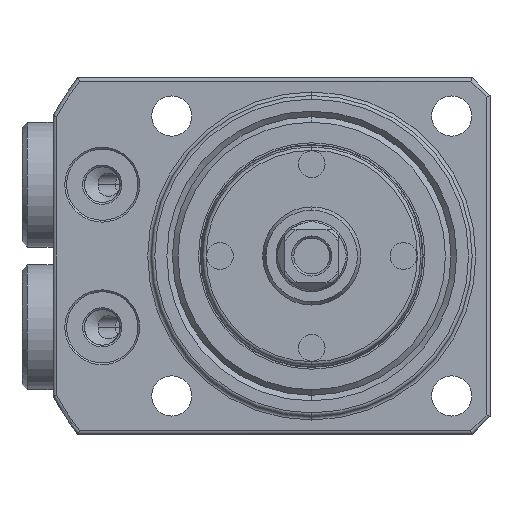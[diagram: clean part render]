
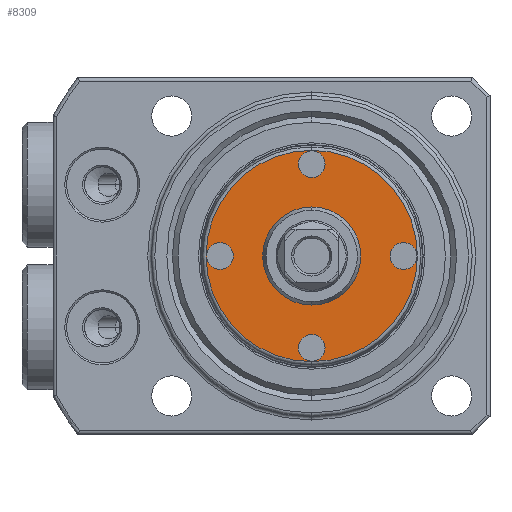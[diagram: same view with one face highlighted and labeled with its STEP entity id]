
A CAD part, front view. The second image highlights one B-rep face of the part: STEP entity #8309.
In plain terms, the highlighted planar face has unit normal (0, -1, 0).
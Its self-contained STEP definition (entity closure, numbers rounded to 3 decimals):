
#1456 = AXIS2_PLACEMENT_3D ( 'NONE', #9490, #9491, #9492 ) ;
#1457 = AXIS2_PLACEMENT_3D ( 'NONE', #9487, #9488, #9489 ) ;
#1460 = AXIS2_PLACEMENT_3D ( 'NONE', #9466, #9476, #9477 ) ;
#1464 = AXIS2_PLACEMENT_3D ( 'NONE', #9478, #9479, #9480 ) ;
#1466 = AXIS2_PLACEMENT_3D ( 'NONE', #9484, #9485, #9486 ) ;
#1468 = AXIS2_PLACEMENT_3D ( 'NONE', #9451, #9452, #9453 ) ;
#1480 = AXIS2_PLACEMENT_3D ( 'NONE', #9481, #9482, #9483 ) ;
#1484 = AXIS2_PLACEMENT_3D ( 'NONE', #9430, #9431, #9432 ) ;
#1488 = AXIS2_PLACEMENT_3D ( 'NONE', #9418, #9419, #9420 ) ;
#1494 = AXIS2_PLACEMENT_3D ( 'NONE', #9373, #9380, #9381 ) ;
#1497 = AXIS2_PLACEMENT_3D ( 'NONE', #9406, #9407, #9408 ) ;
#1500 = AXIS2_PLACEMENT_3D ( 'NONE', #9394, #9395, #9396 ) ;
#2107 = EDGE_LOOP ( 'NONE', ( #4047, #4042 ) ) ;
#2117 = EDGE_LOOP ( 'NONE', ( #4054, #4052 ) ) ;
#2118 = EDGE_LOOP ( 'NONE', ( #4055, #4050 ) ) ;
#2119 = EDGE_LOOP ( 'NONE', ( #4051, #4046 ) ) ;
#2150 = EDGE_LOOP ( 'NONE', ( #4053, #4048 ) ) ;
#2154 = EDGE_LOOP ( 'NONE', ( #4049, #4044 ) ) ;
#4042 = ORIENTED_EDGE ( 'NONE', *, *, #8110, .F. ) ;
#4044 = ORIENTED_EDGE ( 'NONE', *, *, #8114, .F. ) ;
#4046 = ORIENTED_EDGE ( 'NONE', *, *, #8118, .F. ) ;
#4047 = ORIENTED_EDGE ( 'NONE', *, *, #8142, .F. ) ;
#4048 = ORIENTED_EDGE ( 'NONE', *, *, #8122, .F. ) ;
#4049 = ORIENTED_EDGE ( 'NONE', *, *, #8141, .F. ) ;
#4050 = ORIENTED_EDGE ( 'NONE', *, *, #8129, .T. ) ;
#4051 = ORIENTED_EDGE ( 'NONE', *, *, #8140, .F. ) ;
#4052 = ORIENTED_EDGE ( 'NONE', *, *, #8105, .T. ) ;
#4053 = ORIENTED_EDGE ( 'NONE', *, *, #8139, .F. ) ;
#4054 = ORIENTED_EDGE ( 'NONE', *, *, #8137, .T. ) ;
#4055 = ORIENTED_EDGE ( 'NONE', *, *, #8138, .T. ) ;
#5186 = FACE_BOUND ( 'NONE', #2107, .T. ) ;
#5187 = FACE_BOUND ( 'NONE', #2154, .T. ) ;
#5190 = FACE_BOUND ( 'NONE', #2119, .T. ) ;
#5192 = FACE_BOUND ( 'NONE', #2150, .T. ) ;
#5193 = AXIS2_PLACEMENT_3D ( 'NONE', #6321, #6322, #6323 ) ;
#5194 = FACE_OUTER_BOUND ( 'NONE', #2118, .T. ) ;
#5197 = FACE_BOUND ( 'NONE', #2117, .T. ) ;
#5414 = CARTESIAN_POINT ( 'NONE',  ( 0., 0., 11.856 ) ) ;
#5415 = CARTESIAN_POINT ( 'NONE',  ( 0., 0., -11.856 ) ) ;
#5420 = CARTESIAN_POINT ( 'NONE',  ( 0., 0., 8.8 ) ) ;
#5421 = CARTESIAN_POINT ( 'NONE',  ( 0., 0., 11.8 ) ) ;
#5424 = CARTESIAN_POINT ( 'NONE',  ( -10.3, 0., -1.5 ) ) ;
#5425 = CARTESIAN_POINT ( 'NONE',  ( -10.3, 0., 1.5 ) ) ;
#5428 = CARTESIAN_POINT ( 'NONE',  ( 0., 0., -11.8 ) ) ;
#5429 = CARTESIAN_POINT ( 'NONE',  ( 0., 0., -8.8 ) ) ;
#5432 = CARTESIAN_POINT ( 'NONE',  ( 10.3, 0., -1.5 ) ) ;
#5433 = CARTESIAN_POINT ( 'NONE',  ( 10.3, 0., 1.5 ) ) ;
#5436 = CARTESIAN_POINT ( 'NONE',  ( 0., 0., 5.5 ) ) ;
#5437 = CARTESIAN_POINT ( 'NONE',  ( 0., 0., -5.5 ) ) ;
#6320 = PLANE ( 'NONE',  #5193 ) ;
#6321 = CARTESIAN_POINT ( 'NONE',  ( 0., 0., 0. ) ) ;
#6322 = DIRECTION ( 'NONE',  ( 0., 1., 0. ) ) ;
#6323 = DIRECTION ( 'NONE',  ( 0., 0., 1. ) ) ;
#6516 = VERTEX_POINT ( 'NONE', #5414 ) ;
#6517 = VERTEX_POINT ( 'NONE', #5415 ) ;
#6522 = VERTEX_POINT ( 'NONE', #5420 ) ;
#6523 = VERTEX_POINT ( 'NONE', #5421 ) ;
#6526 = VERTEX_POINT ( 'NONE', #5424 ) ;
#6527 = VERTEX_POINT ( 'NONE', #5425 ) ;
#6530 = VERTEX_POINT ( 'NONE', #5428 ) ;
#6531 = VERTEX_POINT ( 'NONE', #5429 ) ;
#6534 = VERTEX_POINT ( 'NONE', #5432 ) ;
#6535 = VERTEX_POINT ( 'NONE', #5433 ) ;
#6538 = VERTEX_POINT ( 'NONE', #5436 ) ;
#6539 = VERTEX_POINT ( 'NONE', #5437 ) ;
#7644 = CIRCLE ( 'NONE', #1456, 1.5 ) ;
#7645 = CIRCLE ( 'NONE', #1457, 1.5 ) ;
#7646 = CIRCLE ( 'NONE', #1466, 1.5 ) ;
#7647 = CIRCLE ( 'NONE', #1480, 1.5 ) ;
#7648 = CIRCLE ( 'NONE', #1464, 11.856 ) ;
#7649 = CIRCLE ( 'NONE', #1460, 5.5 ) ;
#7653 = CIRCLE ( 'NONE', #1468, 11.856 ) ;
#7659 = CIRCLE ( 'NONE', #1484, 1.5 ) ;
#7661 = CIRCLE ( 'NONE', #1488, 1.5 ) ;
#7663 = CIRCLE ( 'NONE', #1497, 1.5 ) ;
#7665 = CIRCLE ( 'NONE', #1500, 1.5 ) ;
#7668 = CIRCLE ( 'NONE', #1494, 5.5 ) ;
#8105 = EDGE_CURVE ( 'NONE', #6539, #6538, #7668, .T. ) ;
#8110 = EDGE_CURVE ( 'NONE', #6535, #6534, #7665, .T. ) ;
#8114 = EDGE_CURVE ( 'NONE', #6531, #6530, #7663, .T. ) ;
#8118 = EDGE_CURVE ( 'NONE', #6527, #6526, #7661, .T. ) ;
#8122 = EDGE_CURVE ( 'NONE', #6523, #6522, #7659, .T. ) ;
#8129 = EDGE_CURVE ( 'NONE', #6517, #6516, #7653, .T. ) ;
#8137 = EDGE_CURVE ( 'NONE', #6538, #6539, #7649, .T. ) ;
#8138 = EDGE_CURVE ( 'NONE', #6516, #6517, #7648, .T. ) ;
#8139 = EDGE_CURVE ( 'NONE', #6522, #6523, #7647, .T. ) ;
#8140 = EDGE_CURVE ( 'NONE', #6526, #6527, #7646, .T. ) ;
#8141 = EDGE_CURVE ( 'NONE', #6530, #6531, #7645, .T. ) ;
#8142 = EDGE_CURVE ( 'NONE', #6534, #6535, #7644, .T. ) ;
#8309 = ADVANCED_FACE ( 'NONE', ( #5197, #5194, #5192, #5190, #5187, #5186 ), #6320, .F. ) ;
#9373 = CARTESIAN_POINT ( 'NONE',  ( 0., 0., 0. ) ) ;
#9380 = DIRECTION ( 'NONE',  ( 0., 1., 0. ) ) ;
#9381 = DIRECTION ( 'NONE',  ( 0., 0., 1. ) ) ;
#9394 = CARTESIAN_POINT ( 'NONE',  ( 10.3, 0., 0. ) ) ;
#9395 = DIRECTION ( 'NONE',  ( 0., -1., 0. ) ) ;
#9396 = DIRECTION ( 'NONE',  ( 0., 0., -1. ) ) ;
#9406 = CARTESIAN_POINT ( 'NONE',  ( 0., 0., -10.3 ) ) ;
#9407 = DIRECTION ( 'NONE',  ( 0., -1., 0. ) ) ;
#9408 = DIRECTION ( 'NONE',  ( 0., 0., -1. ) ) ;
#9418 = CARTESIAN_POINT ( 'NONE',  ( -10.3, 0., 0. ) ) ;
#9419 = DIRECTION ( 'NONE',  ( 0., -1., 0. ) ) ;
#9420 = DIRECTION ( 'NONE',  ( 0., 0., -1. ) ) ;
#9430 = CARTESIAN_POINT ( 'NONE',  ( 0., 0., 10.3 ) ) ;
#9431 = DIRECTION ( 'NONE',  ( 0., -1., 0. ) ) ;
#9432 = DIRECTION ( 'NONE',  ( 0., 0., -1. ) ) ;
#9451 = CARTESIAN_POINT ( 'NONE',  ( 0., 0., 0. ) ) ;
#9452 = DIRECTION ( 'NONE',  ( 0., -1., 0. ) ) ;
#9453 = DIRECTION ( 'NONE',  ( 0., 0., 1. ) ) ;
#9466 = CARTESIAN_POINT ( 'NONE',  ( 0., 0., 0. ) ) ;
#9476 = DIRECTION ( 'NONE',  ( 0., 1., 0. ) ) ;
#9477 = DIRECTION ( 'NONE',  ( 0., 0., 1. ) ) ;
#9478 = CARTESIAN_POINT ( 'NONE',  ( 0., 0., 0. ) ) ;
#9479 = DIRECTION ( 'NONE',  ( 0., -1., 0. ) ) ;
#9480 = DIRECTION ( 'NONE',  ( 0., 0., 1. ) ) ;
#9481 = CARTESIAN_POINT ( 'NONE',  ( 0., 0., 10.3 ) ) ;
#9482 = DIRECTION ( 'NONE',  ( 0., -1., 0. ) ) ;
#9483 = DIRECTION ( 'NONE',  ( 0., 0., -1. ) ) ;
#9484 = CARTESIAN_POINT ( 'NONE',  ( -10.3, 0., 0. ) ) ;
#9485 = DIRECTION ( 'NONE',  ( 0., -1., 0. ) ) ;
#9486 = DIRECTION ( 'NONE',  ( 0., 0., -1. ) ) ;
#9487 = CARTESIAN_POINT ( 'NONE',  ( 0., 0., -10.3 ) ) ;
#9488 = DIRECTION ( 'NONE',  ( 0., -1., 0. ) ) ;
#9489 = DIRECTION ( 'NONE',  ( 0., 0., -1. ) ) ;
#9490 = CARTESIAN_POINT ( 'NONE',  ( 10.3, 0., 0. ) ) ;
#9491 = DIRECTION ( 'NONE',  ( 0., -1., 0. ) ) ;
#9492 = DIRECTION ( 'NONE',  ( 0., 0., -1. ) ) ;
